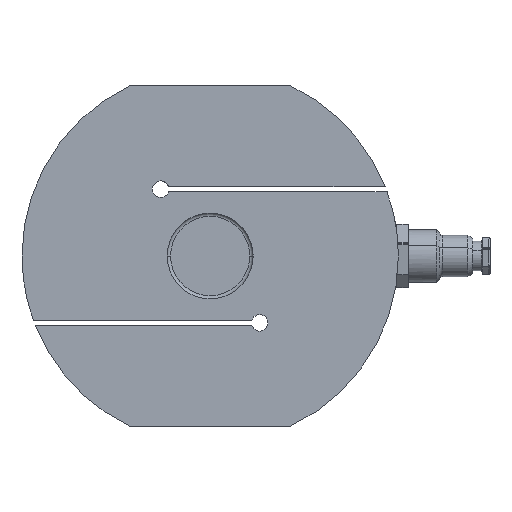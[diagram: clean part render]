
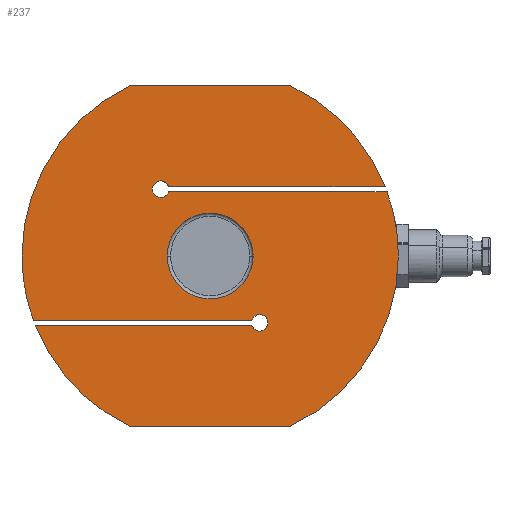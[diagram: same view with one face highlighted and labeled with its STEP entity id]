
A CAD part, front view. The second image highlights one B-rep face of the part: STEP entity #237.
In plain terms, the highlighted face is planar.
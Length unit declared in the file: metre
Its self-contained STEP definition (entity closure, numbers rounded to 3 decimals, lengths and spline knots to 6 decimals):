
#237=ADVANCED_FACE('0:84',(#518,#519),#520,.T.);
#518=FACE_OUTER_BOUND('',#859,.T.);
#519=FACE_BOUND('',#860,.T.);
#520=PLANE('',#861);
#859=EDGE_LOOP('',(#1437,#1438,#1439,#1440,#1441,#1442,#1443,#1444,#1445,#1446,#1447,#1448,#1449,#1450,#1451,#1452));
#860=EDGE_LOOP('',(#1453,#1454));
#861=AXIS2_PLACEMENT_3D('',#1455,#1456,#1457);
#1437=ORIENTED_EDGE('',*,*,#2167,.T.);
#1438=ORIENTED_EDGE('',*,*,#2154,.T.);
#1439=ORIENTED_EDGE('',*,*,#2220,.F.);
#1440=ORIENTED_EDGE('',*,*,#2193,.F.);
#1441=ORIENTED_EDGE('',*,*,#2107,.F.);
#1442=ORIENTED_EDGE('',*,*,#2203,.F.);
#1443=ORIENTED_EDGE('',*,*,#2218,.T.);
#1444=ORIENTED_EDGE('',*,*,#2197,.F.);
#1445=ORIENTED_EDGE('',*,*,#2157,.T.);
#1446=ORIENTED_EDGE('',*,*,#2165,.T.);
#1447=ORIENTED_EDGE('',*,*,#2221,.F.);
#1448=ORIENTED_EDGE('',*,*,#2115,.F.);
#1449=ORIENTED_EDGE('',*,*,#2187,.F.);
#1450=ORIENTED_EDGE('',*,*,#2211,.F.);
#1451=ORIENTED_EDGE('',*,*,#2222,.T.);
#1452=ORIENTED_EDGE('',*,*,#2205,.F.);
#1453=ORIENTED_EDGE('',*,*,#2134,.F.);
#1454=ORIENTED_EDGE('',*,*,#2177,.F.);
#1455=CARTESIAN_POINT('',(0.0,0.0,0.05));
#1456=DIRECTION('',(0.0,0.0,1.0));
#1457=DIRECTION('',(1.0,-0.0,0.0));
#2107=EDGE_CURVE('0:195',#2473,#2465,#2475,.T.);
#2115=EDGE_CURVE('',#2486,#2489,#2490,.T.);
#2134=EDGE_CURVE('0:147',#2522,#2518,#2524,.T.);
#2154=EDGE_CURVE('',#2550,#2554,#2556,.T.);
#2157=EDGE_CURVE('0:108',#2560,#2558,#2561,.T.);
#2165=EDGE_CURVE('',#2558,#2571,#2573,.T.);
#2167=EDGE_CURVE('0:126',#2575,#2550,#2576,.T.);
#2177=EDGE_CURVE('',#2518,#2522,#2587,.T.);
#2187=EDGE_CURVE('0:162',#2597,#2486,#2599,.T.);
#2193=EDGE_CURVE('',#2465,#2605,#2606,.T.);
#2197=EDGE_CURVE('0:201',#2560,#2611,#2612,.T.);
#2203=EDGE_CURVE('0:216',#2619,#2473,#2621,.T.);
#2205=EDGE_CURVE('0:219',#2575,#2623,#2624,.T.);
#2211=EDGE_CURVE('0:234',#2631,#2597,#2633,.T.);
#2218=EDGE_CURVE('0:249',#2619,#2611,#2640,.T.);
#2220=EDGE_CURVE('0:252',#2605,#2554,#2642,.T.);
#2221=EDGE_CURVE('0:255',#2489,#2571,#2643,.T.);
#2222=EDGE_CURVE('0:258',#2631,#2623,#2644,.T.);
#2465=VERTEX_POINT('',#2987);
#2473=VERTEX_POINT('NONE',#3057);
#2475=CIRCLE('',#3060,0.0025);
#2486=VERTEX_POINT('',#3073);
#2489=VERTEX_POINT('NONE',#3077);
#2490=CIRCLE('',#3078,0.0025);
#2518=VERTEX_POINT('',#3210);
#2522=VERTEX_POINT('',#3215);
#2524=CIRCLE('',#3218,0.013);
#2550=VERTEX_POINT('',#3246);
#2554=VERTEX_POINT('NONE',#3251);
#2556=CIRCLE('',#3254,0.057);
#2558=VERTEX_POINT('',#3256);
#2560=VERTEX_POINT('NONE',#3259);
#2561=CIRCLE('',#3260,0.057);
#2571=VERTEX_POINT('NONE',#3305);
#2573=CIRCLE('',#3308,0.057);
#2575=VERTEX_POINT('NONE',#3310);
#2576=CIRCLE('',#3311,0.057);
#2587=CIRCLE('',#3323,0.013);
#2597=VERTEX_POINT('NONE',#3334);
#2599=CIRCLE('',#3337,0.0025);
#2605=VERTEX_POINT('NONE',#3343);
#2606=CIRCLE('',#3344,0.0025);
#2611=VERTEX_POINT('NONE',#3350);
#2612=LINE('',#3351,#3352);
#2619=VERTEX_POINT('NONE',#3362);
#2621=LINE('',#3365,#3366);
#2623=VERTEX_POINT('NONE',#3368);
#2624=LINE('',#3369,#3370);
#2631=VERTEX_POINT('NONE',#3380);
#2633=LINE('',#3383,#3384);
#2640=CIRCLE('',#3393,0.057);
#2642=LINE('',#3395,#3396);
#2643=LINE('',#3397,#3398);
#2644=CIRCLE('',#3399,0.057);
#2987=CARTESIAN_POINT('',(0.0175,-0.02025,0.05));
#3057=CARTESIAN_POINT('',(0.012615,-0.021,0.05));
#3060=AXIS2_PLACEMENT_3D('',#3888,#3889,#3890);
#3073=CARTESIAN_POINT('',(-0.0175,0.02025,0.05));
#3077=CARTESIAN_POINT('',(-0.012615,0.0195,0.05));
#3078=AXIS2_PLACEMENT_3D('',#3900,#3901,#3902);
#3210=CARTESIAN_POINT('',(0.013,0.,0.05));
#3215=CARTESIAN_POINT('',(-0.013,0.,0.05));
#3218=AXIS2_PLACEMENT_3D('',#3928,#3929,#3930);
#3246=CARTESIAN_POINT('',(-0.057,0.,0.05));
#3251=CARTESIAN_POINT('',(-0.053561,-0.0195,0.05));
#3254=AXIS2_PLACEMENT_3D('',#3968,#3969,#3970);
#3256=CARTESIAN_POINT('',(0.057,0.,0.05));
#3259=CARTESIAN_POINT('',(0.024428,-0.0515,0.05));
#3260=AXIS2_PLACEMENT_3D('',#3972,#3973,#3974);
#3305=CARTESIAN_POINT('',(0.053561,0.0195,0.05));
#3308=AXIS2_PLACEMENT_3D('',#3984,#3985,#3986);
#3310=CARTESIAN_POINT('',(-0.024428,0.0515,0.05));
#3311=AXIS2_PLACEMENT_3D('',#3987,#3988,#3989);
#3323=AXIS2_PLACEMENT_3D('',#4003,#4004,#4005);
#3334=CARTESIAN_POINT('',(-0.012615,0.021,0.05));
#3337=AXIS2_PLACEMENT_3D('',#4020,#4021,#4022);
#3343=CARTESIAN_POINT('',(0.012615,-0.0195,0.05));
#3344=AXIS2_PLACEMENT_3D('',#4032,#4033,#4034);
#3350=CARTESIAN_POINT('',(-0.024428,-0.0515,0.05));
#3351=CARTESIAN_POINT('',(-0.024428,-0.0515,0.05));
#3352=VECTOR('',#4039,1.0);
#3362=CARTESIAN_POINT('',(-0.052991,-0.021,0.05));
#3365=CARTESIAN_POINT('',(-0.05708,-0.021,0.05));
#3366=VECTOR('',#4044,1.0);
#3368=CARTESIAN_POINT('',(0.024428,0.0515,0.05));
#3369=CARTESIAN_POINT('',(0.0,0.0515,0.05));
#3370=VECTOR('',#4045,1.0);
#3380=CARTESIAN_POINT('',(0.052991,0.021,0.05));
#3383=CARTESIAN_POINT('',(0.120591,0.021,0.05));
#3384=VECTOR('',#4050,1.0);
#3393=AXIS2_PLACEMENT_3D('',#4059,#4060,#4061);
#3395=CARTESIAN_POINT('',(-0.05708,-0.0195,0.05));
#3396=VECTOR('',#4062,1.0);
#3397=CARTESIAN_POINT('',(0.120591,0.0195,0.05));
#3398=VECTOR('',#4063,1.0);
#3399=AXIS2_PLACEMENT_3D('',#4064,#4065,#4066);
#3888=CARTESIAN_POINT('',(0.015,-0.02025,0.05));
#3889=DIRECTION('',(0.0,0.0,1.0));
#3890=DIRECTION('',(1.0,0.0,0.0));
#3900=CARTESIAN_POINT('',(-0.015,0.02025,0.05));
#3901=DIRECTION('',(0.0,0.0,1.0));
#3902=DIRECTION('',(1.0,0.0,0.0));
#3928=CARTESIAN_POINT('',(0.0,0.0,0.05));
#3929=DIRECTION('',(0.0,0.0,1.0));
#3930=DIRECTION('',(1.0,0.0,0.0));
#3968=CARTESIAN_POINT('',(0.0,0.0,0.05));
#3969=DIRECTION('',(0.0,0.0,1.0));
#3970=DIRECTION('',(1.0,0.0,0.0));
#3972=CARTESIAN_POINT('',(0.0,0.0,0.05));
#3973=DIRECTION('',(0.0,0.0,1.0));
#3974=DIRECTION('',(1.0,0.0,0.0));
#3984=CARTESIAN_POINT('',(0.0,0.0,0.05));
#3985=DIRECTION('',(0.0,0.0,1.0));
#3986=DIRECTION('',(1.0,0.0,0.0));
#3987=CARTESIAN_POINT('',(0.0,0.0,0.05));
#3988=DIRECTION('',(0.0,0.0,1.0));
#3989=DIRECTION('',(1.0,0.0,0.0));
#4003=CARTESIAN_POINT('',(0.0,0.0,0.05));
#4004=DIRECTION('',(0.0,0.0,1.0));
#4005=DIRECTION('',(1.0,0.0,0.0));
#4020=CARTESIAN_POINT('',(-0.015,0.02025,0.05));
#4021=DIRECTION('',(0.0,0.0,1.0));
#4022=DIRECTION('',(1.0,0.0,0.0));
#4032=CARTESIAN_POINT('',(0.015,-0.02025,0.05));
#4033=DIRECTION('',(0.0,0.0,1.0));
#4034=DIRECTION('',(1.0,0.0,0.0));
#4039=DIRECTION('',(-1.0,-0.0,-0.0));
#4044=DIRECTION('',(1.0,0.0,0.0));
#4045=DIRECTION('',(1.0,0.0,0.0));
#4050=DIRECTION('',(-1.0,0.,0.0));
#4059=CARTESIAN_POINT('',(0.0,0.0,0.05));
#4060=DIRECTION('',(0.0,0.0,1.0));
#4061=DIRECTION('',(1.0,0.0,0.0));
#4062=DIRECTION('',(-1.0,-0.0,-0.0));
#4063=DIRECTION('',(1.0,0.,-0.0));
#4064=CARTESIAN_POINT('',(0.0,0.0,0.05));
#4065=DIRECTION('',(0.0,0.0,1.0));
#4066=DIRECTION('',(1.0,0.0,0.0));
